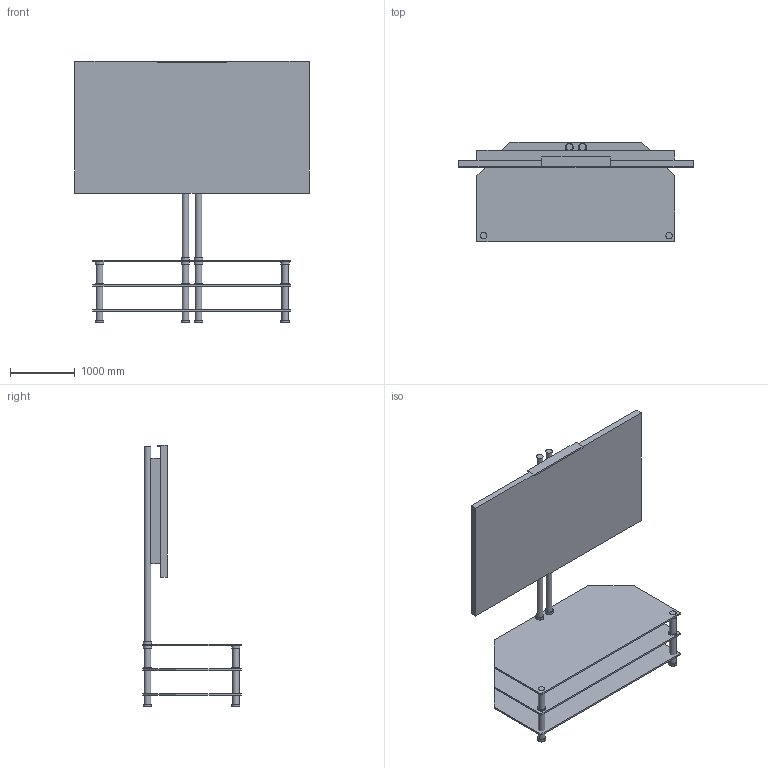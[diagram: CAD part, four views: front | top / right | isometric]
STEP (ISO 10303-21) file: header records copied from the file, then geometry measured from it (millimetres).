
FILE_DESCRIPTION(/* description */ ('STEP AP242','CAx-IF Rec.Pracs.---Representation and Presentation of Product Manufacturing Information (PMI)---4.0---2014-10-13','CAx-IF Rec.Pracs.---3D Tessellated Geometry---0.4---2014-09-14','2;1'),/* implementation_level */ '2;1');
FILE_NAME(/* name */ '6686bf5e1ccbe10d71949651',/* time_stamp */ '2024-07-04T15:27:27Z',/* author */ (''),/* organization */ (''),/* preprocessor_version */ 'ST-DEVELOPER v20',/* originating_system */ ' ',/* authorisation */ ' ');
FILE_SCHEMA (('AP242_MANAGED_MODEL_BASED_3D_ENGINEERING_MIM_LF { 1 0 10303 442 1 1 4 }'));
Length unit declared in the file: metre
Products named in the file (24): Part 20; Part 1; Part 2; Part 3; Part 6; Part 7; Part 8; Part 9; Part 11; Part 12; Part 19; Part 14; Part 17; Part 18; Part 21; Part 22; Part 10; Part 13; Part 5; Part 15; Part 16; Part 23; Part 24; Part 4
Bounding box: 3606.8 x 1524 x 4028.2 mm (x, y, z)
Volume: 1918130884.3 mm3; surface area: 58165817.4 mm2
Topology: 24 solids, 24 shells, 116 faces, 204 edges, 136 vertices
Faces by surface type: plane 83, cylinder 33
Full cylindrical faces by diameter (mm): 101.6 x18, 127 x14
Entity records: 3291 total; most frequent: DIRECTION 518, CARTESIAN_POINT 448, ORIENTED_EDGE 344, AXIS2_PLACEMENT_3D 206, EDGE_LOOP 176, FACE_BOUND 176, EDGE_CURVE 172, VERTEX_POINT 136
